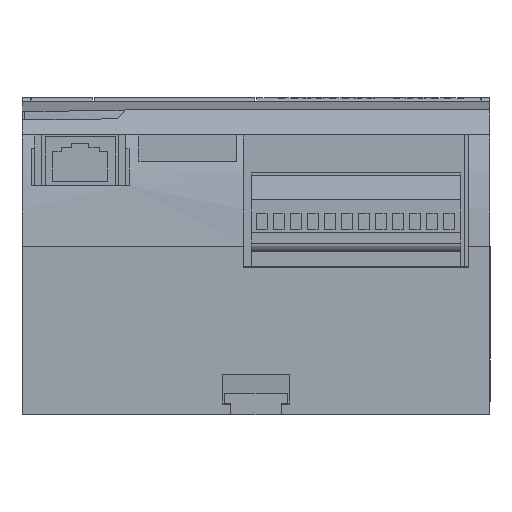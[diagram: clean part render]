
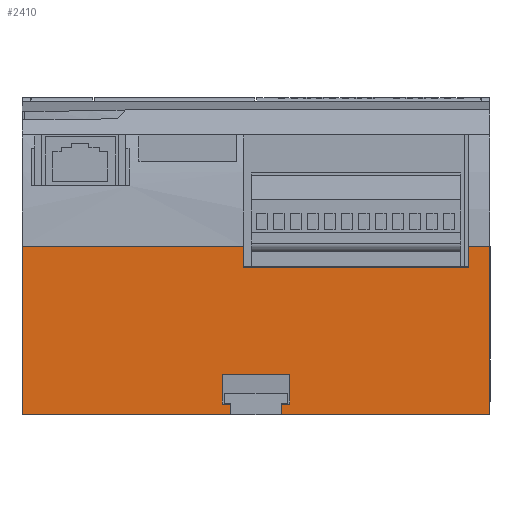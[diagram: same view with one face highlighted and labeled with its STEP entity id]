
A CAD part, front view. The second image highlights one B-rep face of the part: STEP entity #2410.
In plain terms, the highlighted planar face has unit normal (0, -1, 0).
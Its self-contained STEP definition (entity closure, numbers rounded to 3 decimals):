
#1770=CARTESIAN_POINT('',(105.,0.,34.1));
#1771=VERTEX_POINT('',#1770);
#1778=CARTESIAN_POINT('',(105.,0.,39.1));
#1779=VERTEX_POINT('',#1778);
#1780=CARTESIAN_POINT('',(105.,0.,39.1));
#1781=DIRECTION('',(0.,-0.,-1.));
#1782=VECTOR('',#1781,5.);
#1783=LINE('',#1780,#1782);
#1784=EDGE_CURVE('',#1779,#1771,#1783,.T.);
#1819=CARTESIAN_POINT('',(52.1,0.,34.1));
#1820=VERTEX_POINT('',#1819);
#1875=CARTESIAN_POINT('',(52.1,0.,39.1));
#1876=VERTEX_POINT('',#1875);
#1884=CARTESIAN_POINT('',(52.1,0.,34.1));
#1885=DIRECTION('',(0.,-0.,1.));
#1886=VECTOR('',#1885,5.);
#1887=LINE('',#1884,#1886);
#1888=EDGE_CURVE('',#1820,#1876,#1887,.T.);
#2282=CARTESIAN_POINT('',(0.,0.,39.1));
#2283=VERTEX_POINT('',#2282);
#2291=CARTESIAN_POINT('',(0.,0.,39.1));
#2292=DIRECTION('',(1.,0.,0.));
#2293=VECTOR('',#2292,52.1);
#2294=LINE('',#2291,#2293);
#2295=EDGE_CURVE('',#2283,#1876,#2294,.T.);
#2300=CARTESIAN_POINT('',(52.195,0.,84.1));
#2301=DIRECTION('',(0.,-1.,0.));
#2302=DIRECTION('',(1.,0.,0.));
#2303=AXIS2_PLACEMENT_3D('',#2300,#2301,#2302);
#2304=PLANE('',#2303);
#2305=CARTESIAN_POINT('',(0.,0.,-0.4));
#2306=VERTEX_POINT('',#2305);
#2307=CARTESIAN_POINT('',(0.,0.,39.1));
#2308=DIRECTION('',(0.,0.,-1.));
#2309=VECTOR('',#2308,39.5);
#2310=LINE('',#2307,#2309);
#2311=EDGE_CURVE('',#2283,#2306,#2310,.T.);
#2312=ORIENTED_EDGE('',*,*,#2311,.T.);
#2313=CARTESIAN_POINT('',(49.,0.,-0.4));
#2314=VERTEX_POINT('',#2313);
#2315=CARTESIAN_POINT('',(49.,0.,-0.4));
#2316=DIRECTION('',(-1.,-0.,-0.));
#2317=VECTOR('',#2316,49.);
#2318=LINE('',#2315,#2317);
#2319=EDGE_CURVE('',#2314,#2306,#2318,.T.);
#2320=ORIENTED_EDGE('',*,*,#2319,.F.);
#2321=CARTESIAN_POINT('',(49.,0.,2.078));
#2322=VERTEX_POINT('',#2321);
#2323=CARTESIAN_POINT('',(49.,0.,-0.4));
#2324=DIRECTION('',(0.,-0.,1.));
#2325=VECTOR('',#2324,2.478);
#2326=LINE('',#2323,#2325);
#2327=EDGE_CURVE('',#2314,#2322,#2326,.T.);
#2328=ORIENTED_EDGE('',*,*,#2327,.T.);
#2329=CARTESIAN_POINT('',(47.05,0.,2.078));
#2330=VERTEX_POINT('',#2329);
#2331=CARTESIAN_POINT('',(49.,0.,2.078));
#2332=DIRECTION('',(-1.,0.,0.));
#2333=VECTOR('',#2332,1.95);
#2334=LINE('',#2331,#2333);
#2335=EDGE_CURVE('',#2322,#2330,#2334,.T.);
#2336=ORIENTED_EDGE('',*,*,#2335,.T.);
#2337=CARTESIAN_POINT('',(47.05,0.,9.078));
#2338=VERTEX_POINT('',#2337);
#2339=CARTESIAN_POINT('',(47.05,0.,2.078));
#2340=DIRECTION('',(0.,-0.,1.));
#2341=VECTOR('',#2340,7.);
#2342=LINE('',#2339,#2341);
#2343=EDGE_CURVE('',#2330,#2338,#2342,.T.);
#2344=ORIENTED_EDGE('',*,*,#2343,.T.);
#2345=CARTESIAN_POINT('',(62.95,0.,9.078));
#2346=VERTEX_POINT('',#2345);
#2347=CARTESIAN_POINT('',(62.95,0.,9.078));
#2348=DIRECTION('',(-1.,0.,0.));
#2349=VECTOR('',#2348,15.9);
#2350=LINE('',#2347,#2349);
#2351=EDGE_CURVE('',#2346,#2338,#2350,.T.);
#2352=ORIENTED_EDGE('',*,*,#2351,.F.);
#2353=CARTESIAN_POINT('',(62.95,0.,2.078));
#2354=VERTEX_POINT('',#2353);
#2355=CARTESIAN_POINT('',(62.95,0.,2.078));
#2356=DIRECTION('',(0.,-0.,1.));
#2357=VECTOR('',#2356,7.);
#2358=LINE('',#2355,#2357);
#2359=EDGE_CURVE('',#2354,#2346,#2358,.T.);
#2360=ORIENTED_EDGE('',*,*,#2359,.F.);
#2361=CARTESIAN_POINT('',(61.,0.,2.078));
#2362=VERTEX_POINT('',#2361);
#2363=CARTESIAN_POINT('',(62.95,0.,2.078));
#2364=DIRECTION('',(-1.,0.,0.));
#2365=VECTOR('',#2364,1.95);
#2366=LINE('',#2363,#2365);
#2367=EDGE_CURVE('',#2354,#2362,#2366,.T.);
#2368=ORIENTED_EDGE('',*,*,#2367,.T.);
#2369=CARTESIAN_POINT('',(61.,0.,-0.4));
#2370=VERTEX_POINT('',#2369);
#2371=CARTESIAN_POINT('',(61.,0.,2.078));
#2372=DIRECTION('',(0.,0.,-1.));
#2373=VECTOR('',#2372,2.478);
#2374=LINE('',#2371,#2373);
#2375=EDGE_CURVE('',#2362,#2370,#2374,.T.);
#2376=ORIENTED_EDGE('',*,*,#2375,.T.);
#2377=CARTESIAN_POINT('',(110.,0.,-0.4));
#2378=VERTEX_POINT('',#2377);
#2379=CARTESIAN_POINT('',(110.,0.,-0.4));
#2380=DIRECTION('',(-1.,0.,0.));
#2381=VECTOR('',#2380,49.);
#2382=LINE('',#2379,#2381);
#2383=EDGE_CURVE('',#2378,#2370,#2382,.T.);
#2384=ORIENTED_EDGE('',*,*,#2383,.F.);
#2385=CARTESIAN_POINT('',(110.,0.,39.1));
#2386=VERTEX_POINT('',#2385);
#2387=CARTESIAN_POINT('',(110.,0.,39.1));
#2388=DIRECTION('',(0.,0.,-1.));
#2389=VECTOR('',#2388,39.5);
#2390=LINE('',#2387,#2389);
#2391=EDGE_CURVE('',#2386,#2378,#2390,.T.);
#2392=ORIENTED_EDGE('',*,*,#2391,.F.);
#2393=CARTESIAN_POINT('',(105.,0.,39.1));
#2394=DIRECTION('',(1.,0.,0.));
#2395=VECTOR('',#2394,5.);
#2396=LINE('',#2393,#2395);
#2397=EDGE_CURVE('',#1779,#2386,#2396,.T.);
#2398=ORIENTED_EDGE('',*,*,#2397,.F.);
#2399=ORIENTED_EDGE('',*,*,#1784,.T.);
#2400=CARTESIAN_POINT('',(105.,0.,34.1));
#2401=DIRECTION('',(-1.,0.,0.));
#2402=VECTOR('',#2401,52.9);
#2403=LINE('',#2400,#2402);
#2404=EDGE_CURVE('',#1771,#1820,#2403,.T.);
#2405=ORIENTED_EDGE('',*,*,#2404,.T.);
#2406=ORIENTED_EDGE('',*,*,#1888,.T.);
#2407=ORIENTED_EDGE('',*,*,#2295,.F.);
#2408=EDGE_LOOP('',(#2312,#2320,#2328,#2336,#2344,#2352,#2360,#2368,#2376,#2384,#2392,#2398,#2399,#2405,#2406,#2407));
#2409=FACE_BOUND('',#2408,.T.);
#2410=ADVANCED_FACE('',(#2409),#2304,.T.);
